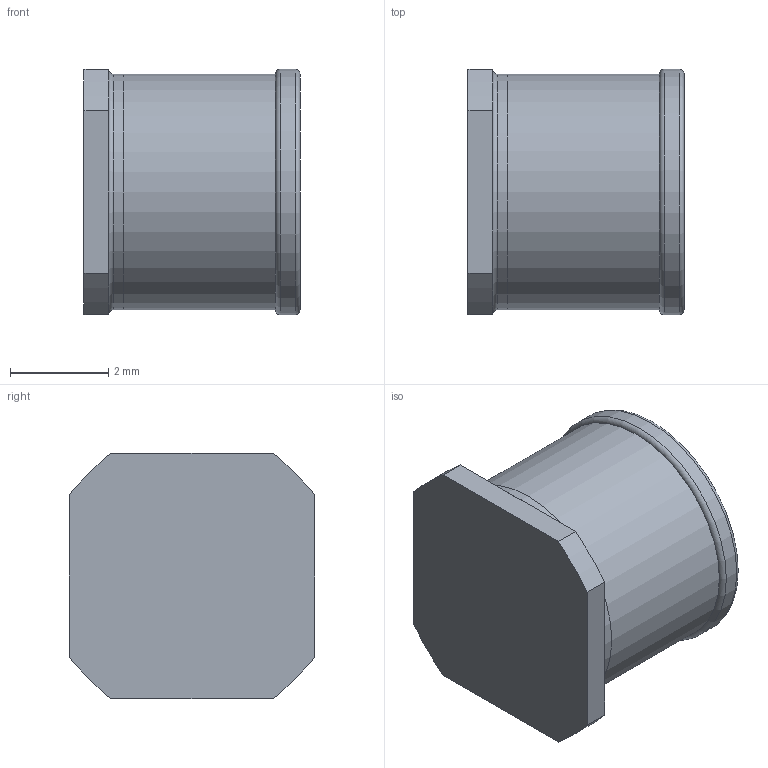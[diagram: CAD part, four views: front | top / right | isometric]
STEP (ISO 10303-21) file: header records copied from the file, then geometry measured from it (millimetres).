
FILE_DESCRIPTION(/* description */ (''),/* implementation_level */ '2;1');
FILE_NAME(/* name */ 'SAR_BOURNS_2031-xxT-SM.stp',/* time_stamp */ '2015-03-04T08:26:23+01:00',/* author */ ('admchouv'),/* organization */ (''),/* preprocessor_version */ 'ST-DEVELOPER v15.5',/* originating_system */ 'AutoCAD Mechanical',/* authorisation */ '');
FILE_SCHEMA (('AUTOMOTIVE_DESIGN { 1 0 10303 214 3 1 1 }'));
Length unit declared in the file: millimetre
Products named in the file (1): Product
Bounding box: 4.4 x 5 x 5 mm (x, y, z)
Volume: 82.4 mm3; surface area: 190.8 mm2
Topology: 3 solids, 3 shells, 26 faces, 50 edges, 31 vertices
Faces by surface type: plane 15, cylinder 8, torus 3
Full cylindrical faces by diameter (mm): 1.5 x1, 4.8 x2, 5 x1
Entity records: 653 total; most frequent: DIRECTION 118, CARTESIAN_POINT 99, ORIENTED_EDGE 84, AXIS2_PLACEMENT_3D 49, EDGE_CURVE 42, EDGE_LOOP 34, VERTEX_POINT 30, FACE_OUTER_BOUND 26
